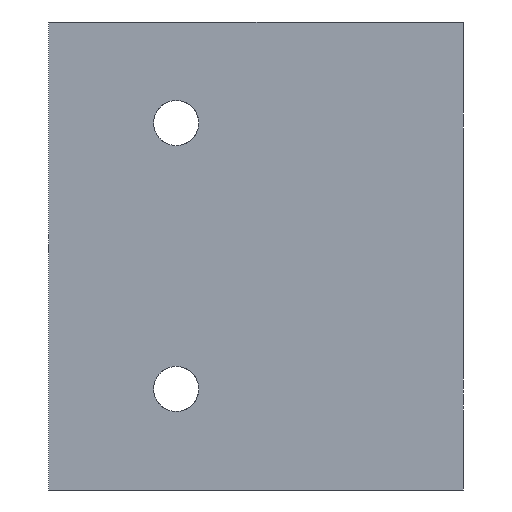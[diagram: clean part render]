
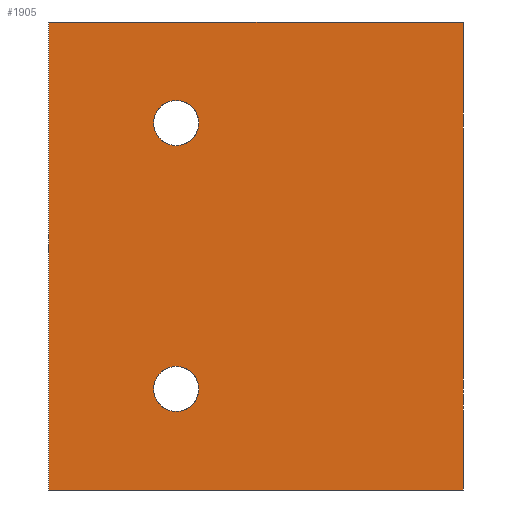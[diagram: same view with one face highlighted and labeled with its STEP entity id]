
A CAD part, front view. The second image highlights one B-rep face of the part: STEP entity #1905.
In plain terms, the highlighted planar face has unit normal (0, -1, 0).
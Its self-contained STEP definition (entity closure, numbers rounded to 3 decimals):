
#20 = VERTEX_POINT ( 'NONE', #161 ) ;
#22 = ORIENTED_EDGE ( 'NONE', *, *, #1269, .T. ) ;
#41 = CIRCLE ( 'NONE', #120, 4.25 ) ;
#47 = CARTESIAN_POINT ( 'NONE',  ( 0., 0., -44. ) ) ;
#84 = EDGE_CURVE ( 'NONE', #1377, #1673, #1465, .T. ) ;
#120 = AXIS2_PLACEMENT_3D ( 'NONE', #1015, #1197, #670 ) ;
#150 = DIRECTION ( 'NONE',  ( -1., 0., 0. ) ) ;
#159 = DIRECTION ( 'NONE',  ( 0., 1., 0. ) ) ;
#161 = CARTESIAN_POINT ( 'NONE',  ( -58.25, 0., -25. ) ) ;
#181 = DIRECTION ( 'NONE',  ( 0., 0., -1. ) ) ;
#208 = EDGE_CURVE ( 'NONE', #1584, #403, #41, .T. ) ;
#232 = CIRCLE ( 'NONE', #1420, 4.25 ) ;
#253 = CARTESIAN_POINT ( 'NONE',  ( -78., 0., 44. ) ) ;
#258 = CARTESIAN_POINT ( 'NONE',  ( -58.25, 0., 25. ) ) ;
#270 = EDGE_LOOP ( 'NONE', ( #1652, #1900, #1600, #346 ) ) ;
#346 = ORIENTED_EDGE ( 'NONE', *, *, #84, .T. ) ;
#363 = ORIENTED_EDGE ( 'NONE', *, *, #1714, .T. ) ;
#403 = VERTEX_POINT ( 'NONE', #690 ) ;
#417 = DIRECTION ( 'NONE',  ( 0., 0., 1. ) ) ;
#432 = EDGE_CURVE ( 'NONE', #1554, #1779, #1479, .T. ) ;
#454 = CARTESIAN_POINT ( 'NONE',  ( -78., 0., 44. ) ) ;
#605 = AXIS2_PLACEMENT_3D ( 'NONE', #253, #1169, #417 ) ;
#662 = ORIENTED_EDGE ( 'NONE', *, *, #769, .T. ) ;
#670 = DIRECTION ( 'NONE',  ( -1., 0., 0. ) ) ;
#690 = CARTESIAN_POINT ( 'NONE',  ( -49.75, 0., 25. ) ) ;
#698 = LINE ( 'NONE', #1873, #975 ) ;
#705 = CIRCLE ( 'NONE', #1009, 4.25 ) ;
#717 = VECTOR ( 'NONE', #996, 1000. ) ;
#721 = DIRECTION ( 'NONE',  ( -1., 0., 0. ) ) ;
#724 = FACE_BOUND ( 'NONE', #1981, .T. ) ;
#747 = VECTOR ( 'NONE', #181, 1000. ) ;
#769 = EDGE_CURVE ( 'NONE', #403, #1584, #1768, .T. ) ;
#775 = LINE ( 'NONE', #454, #2027 ) ;
#793 = VERTEX_POINT ( 'NONE', #1262 ) ;
#867 = CARTESIAN_POINT ( 'NONE',  ( -78., 0., 44. ) ) ;
#892 = CARTESIAN_POINT ( 'NONE',  ( -78., 0., -44. ) ) ;
#965 = CARTESIAN_POINT ( 'NONE',  ( 0., 0., 44. ) ) ;
#975 = VECTOR ( 'NONE', #2004, 1000. ) ;
#980 = EDGE_LOOP ( 'NONE', ( #1966, #662 ) ) ;
#991 = DIRECTION ( 'NONE',  ( 0., 1., 0. ) ) ;
#996 = DIRECTION ( 'NONE',  ( 0., 0., -1. ) ) ;
#1009 = AXIS2_PLACEMENT_3D ( 'NONE', #1523, #1351, #721 ) ;
#1015 = CARTESIAN_POINT ( 'NONE',  ( -54., 0., 25. ) ) ;
#1033 = FACE_OUTER_BOUND ( 'NONE', #270, .T. ) ;
#1044 = EDGE_CURVE ( 'NONE', #1673, #1779, #698, .T. ) ;
#1169 = DIRECTION ( 'NONE',  ( 0., 1., 0. ) ) ;
#1197 = DIRECTION ( 'NONE',  ( 0., 1., 0. ) ) ;
#1218 = PLANE ( 'NONE',  #605 ) ;
#1262 = CARTESIAN_POINT ( 'NONE',  ( -49.75, 0., -25. ) ) ;
#1269 = EDGE_CURVE ( 'NONE', #20, #793, #232, .T. ) ;
#1328 = DIRECTION ( 'NONE',  ( -1., 0., 0. ) ) ;
#1351 = DIRECTION ( 'NONE',  ( 0., 1., 0. ) ) ;
#1377 = VERTEX_POINT ( 'NONE', #867 ) ;
#1408 = CARTESIAN_POINT ( 'NONE',  ( -54., 0., 25. ) ) ;
#1420 = AXIS2_PLACEMENT_3D ( 'NONE', #1466, #991, #1328 ) ;
#1465 = LINE ( 'NONE', #1635, #747 ) ;
#1466 = CARTESIAN_POINT ( 'NONE',  ( -54., 0., -25. ) ) ;
#1479 = LINE ( 'NONE', #965, #717 ) ;
#1523 = CARTESIAN_POINT ( 'NONE',  ( -54., 0., -25. ) ) ;
#1554 = VERTEX_POINT ( 'NONE', #1889 ) ;
#1584 = VERTEX_POINT ( 'NONE', #258 ) ;
#1600 = ORIENTED_EDGE ( 'NONE', *, *, #2020, .F. ) ;
#1635 = CARTESIAN_POINT ( 'NONE',  ( -78., 0., 44. ) ) ;
#1652 = ORIENTED_EDGE ( 'NONE', *, *, #1044, .T. ) ;
#1673 = VERTEX_POINT ( 'NONE', #892 ) ;
#1690 = AXIS2_PLACEMENT_3D ( 'NONE', #1408, #159, #150 ) ;
#1697 = FACE_BOUND ( 'NONE', #980, .T. ) ;
#1714 = EDGE_CURVE ( 'NONE', #793, #20, #705, .T. ) ;
#1768 = CIRCLE ( 'NONE', #1690, 4.25 ) ;
#1779 = VERTEX_POINT ( 'NONE', #47 ) ;
#1873 = CARTESIAN_POINT ( 'NONE',  ( -78., 0., -44. ) ) ;
#1889 = CARTESIAN_POINT ( 'NONE',  ( 0., 0., 44. ) ) ;
#1900 = ORIENTED_EDGE ( 'NONE', *, *, #432, .F. ) ;
#1905 = ADVANCED_FACE ( 'NONE', ( #1697, #724, #1033 ), #1218, .F. ) ;
#1966 = ORIENTED_EDGE ( 'NONE', *, *, #208, .T. ) ;
#1981 = EDGE_LOOP ( 'NONE', ( #22, #363 ) ) ;
#2004 = DIRECTION ( 'NONE',  ( 1., 0., 0. ) ) ;
#2020 = EDGE_CURVE ( 'NONE', #1377, #1554, #775, .T. ) ;
#2027 = VECTOR ( 'NONE', #2069, 1000. ) ;
#2069 = DIRECTION ( 'NONE',  ( 1., 0., 0. ) ) ;
